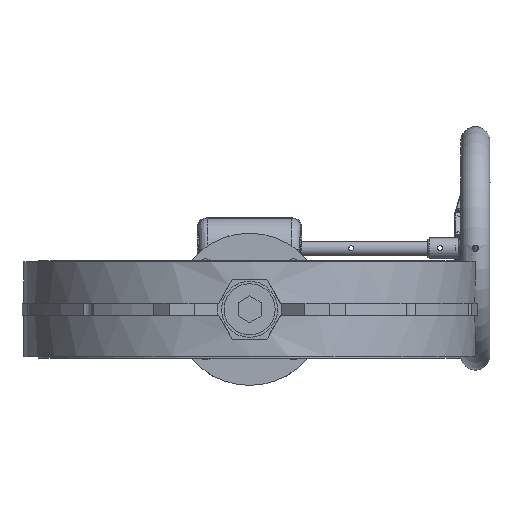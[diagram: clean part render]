
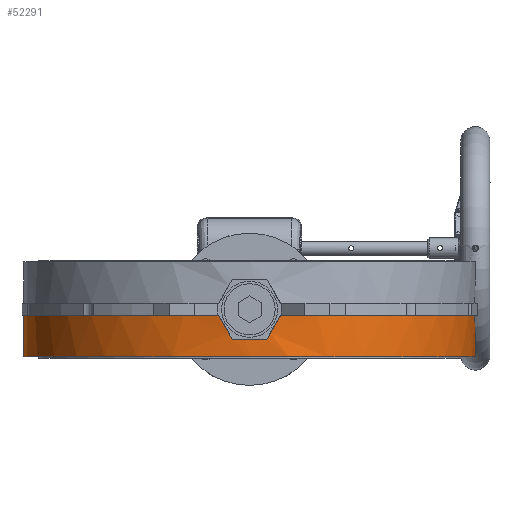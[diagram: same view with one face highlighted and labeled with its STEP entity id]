
A CAD part, front view. The second image highlights one B-rep face of the part: STEP entity #52291.
In plain terms, the highlighted cylindrical face has radius 185.5 mm (diameter 371 mm), a full revolution.
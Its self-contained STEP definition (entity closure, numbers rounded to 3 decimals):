
#999=ELLIPSE('',#57430,371.,185.5);
#1000=ELLIPSE('',#57432,371.,185.5);
#1001=ELLIPSE('',#57436,371.,185.5);
#1002=ELLIPSE('',#57438,371.,185.5);
#3010=CYLINDRICAL_SURFACE('',#57428,185.5);
#6134=FACE_OUTER_BOUND('',#9253,.T.);
#9253=EDGE_LOOP('',(#46484,#46485,#46486,#46487,#46488,#46489,#46490,#46491,
#46492,#46493,#46494,#46495,#46496,#46497));
#13569=CIRCLE('',#57429,185.5);
#13570=CIRCLE('',#57431,185.5);
#13571=CIRCLE('',#57433,185.5);
#13572=CIRCLE('',#57434,185.5);
#13573=CIRCLE('',#57435,185.5);
#13574=CIRCLE('',#57437,185.5);
#16300=LINE('',#187365,#19618);
#16301=LINE('',#187372,#19619);
#16302=LINE('',#187376,#19620);
#19618=VECTOR('',#69876,185.5);
#19619=VECTOR('',#69883,1000.);
#19620=VECTOR('',#69886,1000.);
#24665=VERTEX_POINT('',#187353);
#24666=VERTEX_POINT('',#187354);
#24667=VERTEX_POINT('',#187356);
#24668=VERTEX_POINT('',#187358);
#24669=VERTEX_POINT('',#187360);
#24670=VERTEX_POINT('',#187362);
#24671=VERTEX_POINT('',#187364);
#24672=VERTEX_POINT('',#187367);
#24673=VERTEX_POINT('',#187369);
#24674=VERTEX_POINT('',#187371);
#24675=VERTEX_POINT('',#187373);
#24676=VERTEX_POINT('',#187375);
#32069=EDGE_CURVE('',#24665,#24666,#13569,.T.);
#32070=EDGE_CURVE('',#24665,#24667,#999,.T.);
#32071=EDGE_CURVE('',#24667,#24668,#13570,.T.);
#32072=EDGE_CURVE('',#24668,#24669,#1000,.T.);
#32073=EDGE_CURVE('',#24670,#24669,#13571,.T.);
#32074=EDGE_CURVE('',#24670,#24671,#16300,.T.);
#32075=EDGE_CURVE('',#24671,#24671,#13572,.T.);
#32076=EDGE_CURVE('',#24672,#24670,#13573,.T.);
#32077=EDGE_CURVE('',#24672,#24673,#1001,.T.);
#32078=EDGE_CURVE('',#24674,#24673,#16301,.T.);
#32079=EDGE_CURVE('',#24674,#24675,#13574,.T.);
#32080=EDGE_CURVE('',#24676,#24675,#16302,.T.);
#32081=EDGE_CURVE('',#24676,#24666,#1002,.T.);
#46484=ORIENTED_EDGE('',*,*,#32069,.F.);
#46485=ORIENTED_EDGE('',*,*,#32070,.T.);
#46486=ORIENTED_EDGE('',*,*,#32071,.T.);
#46487=ORIENTED_EDGE('',*,*,#32072,.T.);
#46488=ORIENTED_EDGE('',*,*,#32073,.F.);
#46489=ORIENTED_EDGE('',*,*,#32074,.T.);
#46490=ORIENTED_EDGE('',*,*,#32075,.T.);
#46491=ORIENTED_EDGE('',*,*,#32074,.F.);
#46492=ORIENTED_EDGE('',*,*,#32076,.F.);
#46493=ORIENTED_EDGE('',*,*,#32077,.T.);
#46494=ORIENTED_EDGE('',*,*,#32078,.F.);
#46495=ORIENTED_EDGE('',*,*,#32079,.T.);
#46496=ORIENTED_EDGE('',*,*,#32080,.F.);
#46497=ORIENTED_EDGE('',*,*,#32081,.T.);
#52291=ADVANCED_FACE('',(#6134),#3010,.T.);
#57428=AXIS2_PLACEMENT_3D('',#187352,#69864,#69865);
#57429=AXIS2_PLACEMENT_3D('',#187355,#69866,#69867);
#57430=AXIS2_PLACEMENT_3D('',#187357,#69868,#69869);
#57431=AXIS2_PLACEMENT_3D('',#187359,#69870,#69871);
#57432=AXIS2_PLACEMENT_3D('',#187361,#69872,#69873);
#57433=AXIS2_PLACEMENT_3D('',#187363,#69874,#69875);
#57434=AXIS2_PLACEMENT_3D('',#187366,#69877,#69878);
#57435=AXIS2_PLACEMENT_3D('',#187368,#69879,#69880);
#57436=AXIS2_PLACEMENT_3D('',#187370,#69881,#69882);
#57437=AXIS2_PLACEMENT_3D('',#187374,#69884,#69885);
#57438=AXIS2_PLACEMENT_3D('',#187377,#69887,#69888);
#69864=DIRECTION('center_axis',(0.,0.,1.));
#69865=DIRECTION('ref_axis',(1.,0.,0.));
#69866=DIRECTION('center_axis',(0.,0.,1.));
#69867=DIRECTION('ref_axis',(1.,0.,0.));
#69868=DIRECTION('center_axis',(0.866,0.,
-0.5));
#69869=DIRECTION('ref_axis',(0.5,0.,0.866));
#69870=DIRECTION('center_axis',(0.,0.,-1.));
#69871=DIRECTION('ref_axis',(1.,0.,0.));
#69872=DIRECTION('center_axis',(-0.866,0.,
-0.5));
#69873=DIRECTION('ref_axis',(0.5,0.,-0.866));
#69874=DIRECTION('center_axis',(0.,0.,1.));
#69875=DIRECTION('ref_axis',(1.,0.,0.));
#69876=DIRECTION('',(0.,0.,-1.));
#69877=DIRECTION('center_axis',(0.,0.,1.));
#69878=DIRECTION('ref_axis',(1.,0.,0.));
#69879=DIRECTION('center_axis',(0.,0.,1.));
#69880=DIRECTION('ref_axis',(1.,0.,0.));
#69881=DIRECTION('center_axis',(-0.866,0.,
-0.5));
#69882=DIRECTION('ref_axis',(0.5,0.,-0.866));
#69883=DIRECTION('',(0.,0.,1.));
#69884=DIRECTION('center_axis',(0.,0.,-1.));
#69885=DIRECTION('ref_axis',(1.,0.,0.));
#69886=DIRECTION('',(0.,0.,-1.));
#69887=DIRECTION('center_axis',(0.866,0.,-0.5));
#69888=DIRECTION('ref_axis',(0.5,0.,0.866));
#187352=CARTESIAN_POINT('Origin',(0.,0.,115.101));
#187353=CARTESIAN_POINT('',(25.403,-183.752,-5.));
#187354=CARTESIAN_POINT('',(25.403,183.752,-5.));
#187355=CARTESIAN_POINT('Origin',(0.,0.,-5.));
#187356=CARTESIAN_POINT('',(14.145,-184.96,-24.5));
#187357=CARTESIAN_POINT('Origin',(0.,0.,
-49.));
#187358=CARTESIAN_POINT('',(-14.145,-184.96,-24.5));
#187359=CARTESIAN_POINT('Origin',(0.,0.,-24.5));
#187360=CARTESIAN_POINT('',(-25.403,-183.752,-5.));
#187361=CARTESIAN_POINT('Origin',(0.,0.,
-49.));
#187362=CARTESIAN_POINT('',(-185.5,0.,-5.));
#187363=CARTESIAN_POINT('Origin',(0.,0.,-5.));
#187364=CARTESIAN_POINT('',(-185.5,0.,-39.));
#187365=CARTESIAN_POINT('',(-185.5,0.,115.101));
#187366=CARTESIAN_POINT('Origin',(0.,0.,-39.));
#187367=CARTESIAN_POINT('',(-25.403,183.752,-5.));
#187368=CARTESIAN_POINT('Origin',(0.,0.,-5.));
#187369=CARTESIAN_POINT('',(-17.,184.719,-19.555));
#187370=CARTESIAN_POINT('Origin',(0.,0.,
-49.));
#187371=CARTESIAN_POINT('',(-17.,184.719,-24.5));
#187372=CARTESIAN_POINT('',(-17.,184.719,115.101));
#187373=CARTESIAN_POINT('',(17.,184.719,-24.5));
#187374=CARTESIAN_POINT('Origin',(0.,0.,-24.5));
#187375=CARTESIAN_POINT('',(17.,184.719,-19.555));
#187376=CARTESIAN_POINT('',(17.,184.719,115.101));
#187377=CARTESIAN_POINT('Origin',(0.,0.,
-49.));
